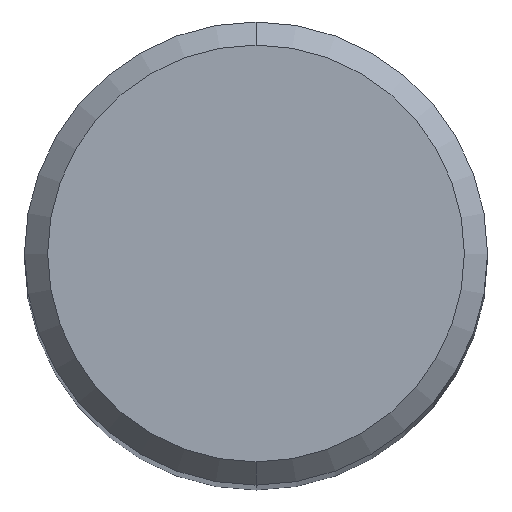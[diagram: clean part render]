
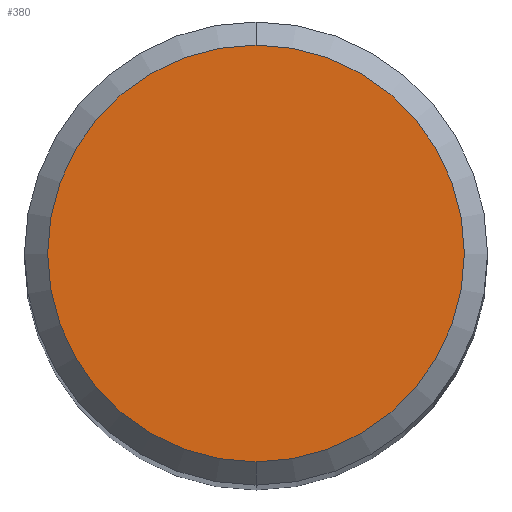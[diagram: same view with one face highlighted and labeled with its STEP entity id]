
A CAD part, top view. The second image highlights one B-rep face of the part: STEP entity #380.
In plain terms, the highlighted planar face has unit normal (0, 0, 1).
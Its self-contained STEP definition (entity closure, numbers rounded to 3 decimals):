
#214=VERTEX_POINT('',#522);
#322=EDGE_CURVE('',#384,#214,#645,.T.);
#380=ADVANCED_FACE('',(#705),#706,.T.);
#384=VERTEX_POINT('',#710);
#454=EDGE_CURVE('',#214,#384,#785,.T.);
#522=CARTESIAN_POINT('',(0.,-3.6,0.0));
#645=CIRCLE('',#1122,3.6);
#705=FACE_OUTER_BOUND('',#1267,.T.);
#706=PLANE('',#1268);
#710=CARTESIAN_POINT('',(0.0,3.6,0.0));
#785=CIRCLE('',#1430,3.6);
#1122=AXIS2_PLACEMENT_3D('',#1663,#1664,#1665);
#1267=EDGE_LOOP('',(#1708,#1709));
#1268=AXIS2_PLACEMENT_3D('',#1710,#1711,#1712);
#1430=AXIS2_PLACEMENT_3D('',#1779,#1780,#1781);
#1663=CARTESIAN_POINT('',(0.0,0.0,0.0));
#1664=DIRECTION('',(0.0,0.0,-1.0));
#1665=DIRECTION('',(0.0,1.0,0.0));
#1708=ORIENTED_EDGE('',*,*,#322,.F.);
#1709=ORIENTED_EDGE('',*,*,#454,.F.);
#1710=CARTESIAN_POINT('',(0.0,1.8,0.0));
#1711=DIRECTION('',(-0.0,0.0,1.0));
#1712=DIRECTION('',(0.0,-1.0,0.0));
#1779=CARTESIAN_POINT('',(0.0,0.0,0.0));
#1780=DIRECTION('',(0.0,0.0,-1.0));
#1781=DIRECTION('',(0.0,1.0,0.0));
